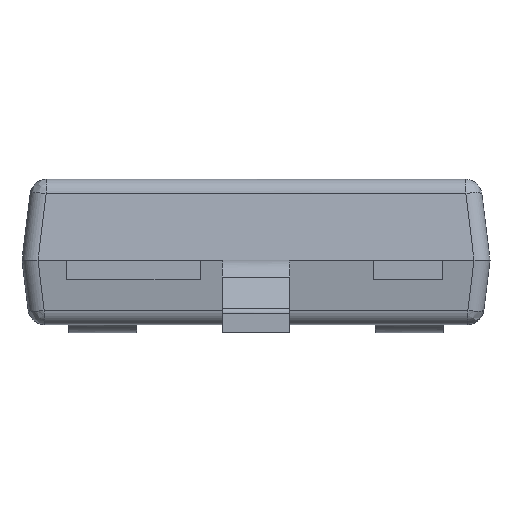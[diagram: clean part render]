
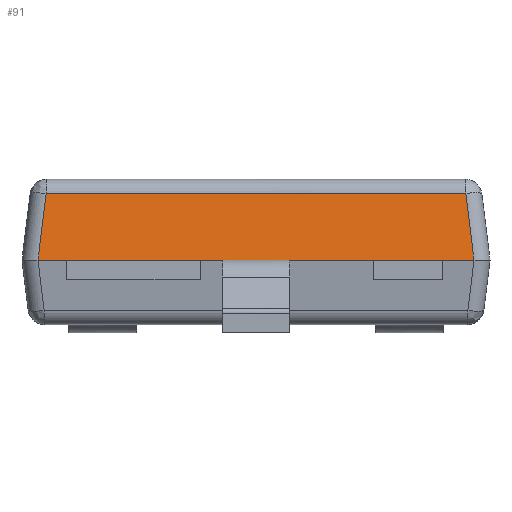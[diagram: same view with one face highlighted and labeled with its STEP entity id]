
A CAD part, front view. The second image highlights one B-rep face of the part: STEP entity #91.
In plain terms, the highlighted face is planar.
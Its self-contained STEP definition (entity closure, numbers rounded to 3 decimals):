
#91=ADVANCED_FACE('',(#183),#1416,.T.);
#183=FACE_OUTER_BOUND('',#278,.T.);
#278=EDGE_LOOP('',(#415,#416,#417,#418));
#415=ORIENTED_EDGE('',*,*,#840,.T.);
#416=ORIENTED_EDGE('',*,*,#862,.T.);
#417=ORIENTED_EDGE('',*,*,#841,.T.);
#418=ORIENTED_EDGE('',*,*,#850,.T.);
#840=EDGE_CURVE('',#1307,#1308,#1057,.T.);
#841=EDGE_CURVE('',#1309,#1310,#1058,.T.);
#850=EDGE_CURVE('',#1310,#1307,#1063,.T.);
#862=EDGE_CURVE('',#1308,#1309,#1068,.T.);
#1057=B_SPLINE_CURVE_WITH_KNOTS('',1,(#2174,#2175),.UNSPECIFIED.,.F.,.F.,
(2,2),(0.,2.701),.UNSPECIFIED.);
#1058=B_SPLINE_CURVE_WITH_KNOTS('',1,(#2176,#2177),.UNSPECIFIED.,.F.,.F.,
(2,2),(0.,2.6),.UNSPECIFIED.);
#1063=B_SPLINE_CURVE_WITH_KNOTS('',1,(#2202,#2203),.UNSPECIFIED.,.F.,.F.,
(2,2),(-0.418,0.),.UNSPECIFIED.);
#1068=B_SPLINE_CURVE_WITH_KNOTS('',1,(#2233,#2234),.UNSPECIFIED.,.F.,.F.,
(2,2),(-0.418,0.),.UNSPECIFIED.);
#1307=VERTEX_POINT('',#2079);
#1308=VERTEX_POINT('',#2080);
#1309=VERTEX_POINT('',#2081);
#1310=VERTEX_POINT('',#2082);
#1416=PLANE('',#1608);
#1608=AXIS2_PLACEMENT_3D('',#1818,#1709,$);
#1709=DIRECTION('',(0.,0.122,0.993));
#1818=CARTESIAN_POINT('',(-0.171,1.049,-0.129));
#2079=CARTESIAN_POINT('',(0.099,0.,0.));
#2080=CARTESIAN_POINT('',(2.801,0.,0.));
#2081=CARTESIAN_POINT('',(2.75,0.412,-0.051));
#2082=CARTESIAN_POINT('',(0.15,0.412,-0.051));
#2174=CARTESIAN_POINT('',(0.099,0.,0.));
#2175=CARTESIAN_POINT('',(2.801,0.,0.));
#2176=CARTESIAN_POINT('',(2.75,0.412,-0.051));
#2177=CARTESIAN_POINT('',(0.15,0.412,-0.051));
#2202=CARTESIAN_POINT('',(0.15,0.412,-0.051));
#2203=CARTESIAN_POINT('',(0.099,0.,0.));
#2233=CARTESIAN_POINT('',(2.801,0.,0.));
#2234=CARTESIAN_POINT('',(2.75,0.412,-0.051));
